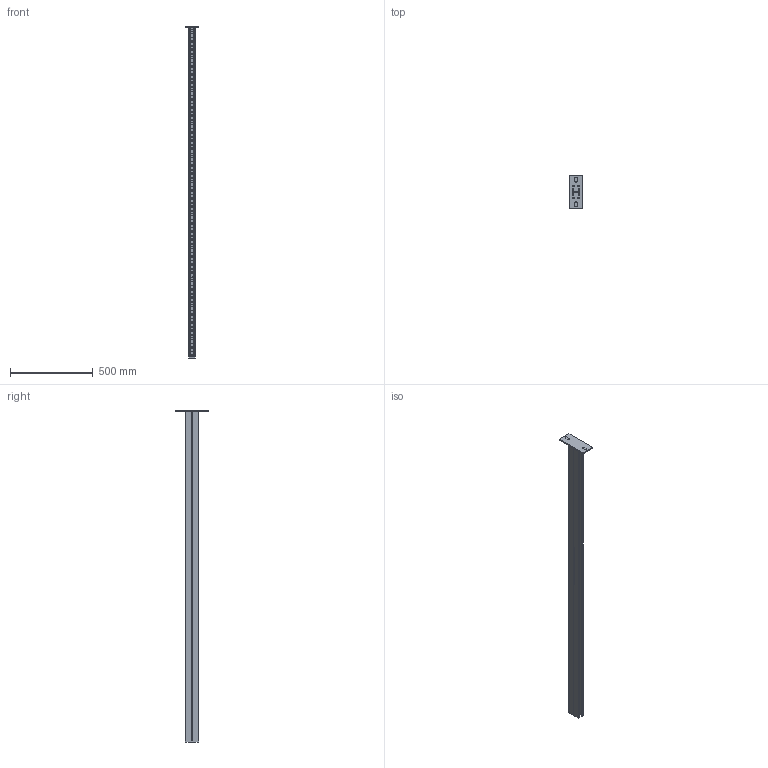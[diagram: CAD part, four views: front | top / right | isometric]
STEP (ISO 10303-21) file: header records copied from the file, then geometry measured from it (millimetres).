
FILE_DESCRIPTION(/* description */ (''),/* implementation_level */ '2;1');
FILE_NAME(/* name */ '596143.stp',/* time_stamp */ '2025-12-05T09:50:37+01:00',/* author */ ('mael.lecharpentier'),/* organization */ (''),/* preprocessor_version */ 'ST-DEVELOPER v20',/* originating_system */ 'AutoCAD Mechanical',/* authorisation */ '');
FILE_SCHEMA (('AUTOMOTIVE_DESIGN { 1 0 10303 214 3 1 1 }'));
Length unit declared in the file: millimetre
Products named in the file (1): Product
Bounding box: 80 x 200 x 2008.2 mm (x, y, z)
Volume: 1525809.7 mm3; surface area: 1202371.3 mm2
Topology: 3 solids, 87 shells, 138 faces, 800 edges, 752 vertices
Faces by surface type: plane 126, cylinder 12
Entity records: 8047 total; most frequent: CARTESIAN_POINT 1691, DIRECTION 1270, ORIENTED_EDGE 944, EDGE_CURVE 800, VERTEX_POINT 752, LINE 608, VECTOR 608, AXIS2_PLACEMENT_3D 331
